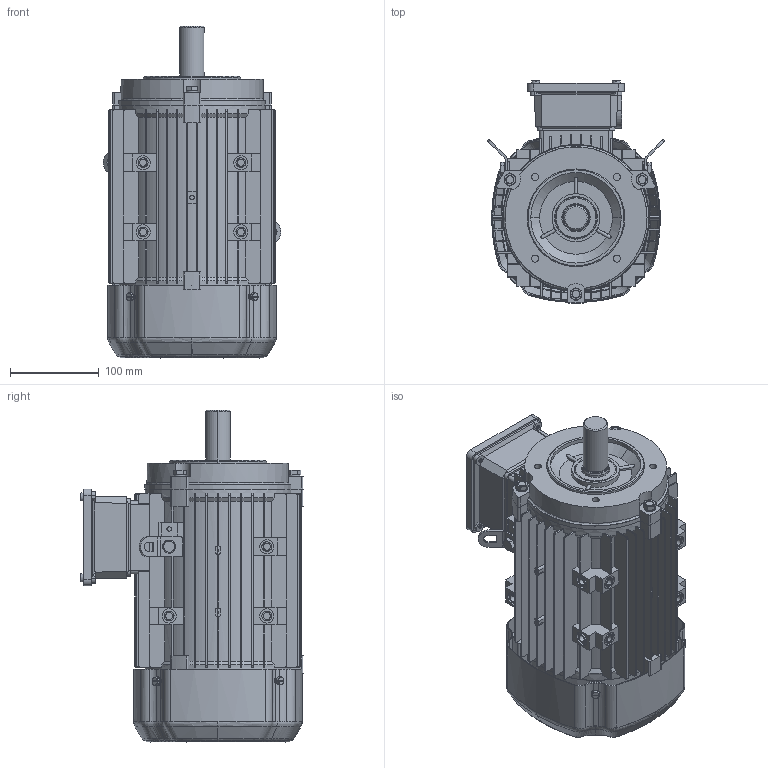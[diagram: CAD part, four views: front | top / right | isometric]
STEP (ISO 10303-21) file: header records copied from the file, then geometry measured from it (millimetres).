
FILE_DESCRIPTION(/* description */ (''),/* implementation_level */ '2;1');
FILE_NAME(/* name */ 'JL3-100-B14A.STEP',/* time_stamp */ '2021-09-19T15:06:31+08:00',/* author */ (''),/* organization */ (''),/* preprocessor_version */ 'ST-DEVELOPER v16',/* originating_system */ 'SIEMENS PLM Software NX 10.0',/* authorisation */ '');
FILE_SCHEMA (('AUTOMOTIVE_DESIGN { 1 0 10303 214 3 1 1 1 }'));
Products named in the file (1): JL3-100-B14A_step
Bounding box: 200.01 x 250.46 x 374 mm (x, y, z)
Volume: 1694390.8 mm3; surface area: 984994 mm2
Topology: 47 solids, 47 shells, 3714 faces, 10149 edges, 6624 vertices
Faces by surface type: plane 1555, cylinder 1468, bspline 260, cone 246, torus 179, sphere 6
Entity records: 162303 total; most frequent: CARTESIAN_POINT 68242, ORIENTED_EDGE 20282, DIRECTION 18900, EDGE_CURVE 10141, AXIS2_PLACEMENT_3D 6844, VERTEX_POINT 6624, LINE 5212, VECTOR 5212
